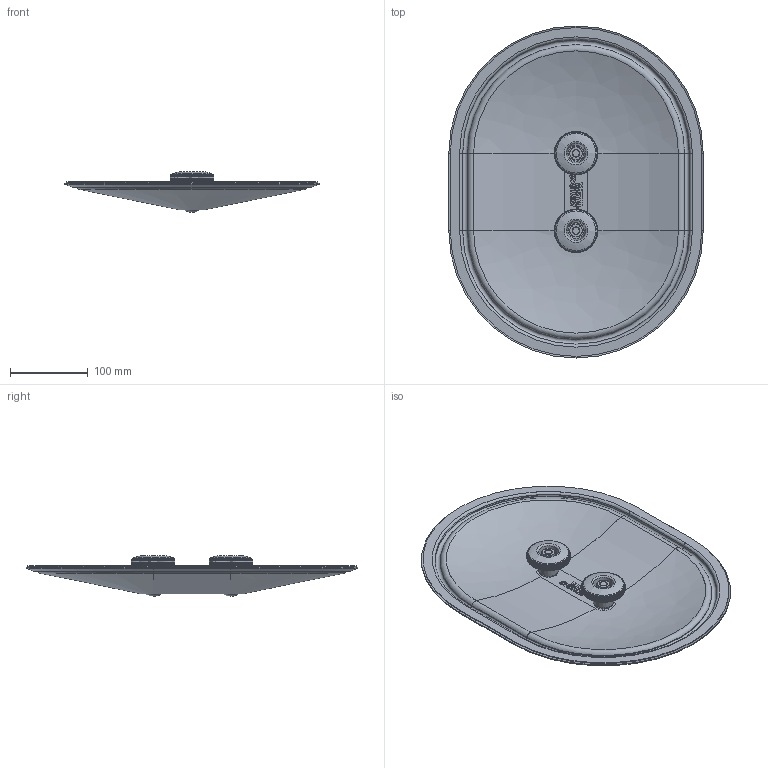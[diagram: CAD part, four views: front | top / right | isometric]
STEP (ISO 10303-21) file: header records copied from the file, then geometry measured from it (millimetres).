
FILE_DESCRIPTION(/* description */ (''),/* implementation_level */ '2;1');
FILE_NAME(/* name */ 'Metu_System_GX_43_PE.stp',/* time_stamp */ '2012-04-23T11:30:21+02:00',/* author */ (''),/* organization */ (''),/* preprocessor_version */ 'ST-DEVELOPER v11',/* originating_system */ 'SIEMENS UGS NX 6.0',/* authorisation */ '');
FILE_SCHEMA (('CONFIG_CONTROL_DESIGN'));
Products named in the file (1): perl3350xcee
Bounding box: 328 x 428 x 52.38 mm (x, y, z)
Volume: 325898.2 mm3; surface area: 532974.7 mm2
Topology: 8 solids, 8 shells, 2260 faces, 4949 edges, 2714 vertices
Faces by surface type: cone 1022, plane 675, cylinder 320, bspline 142, torus 76, extrusion 17, sphere 8
Full cylindrical faces by diameter (mm): 2.958 x1, 3.198 x1, 8.376 x2, 8.5 x2, 9.8 x2, 11 x2, 12 x2, 14 x2, 24 x2
Entity records: 69338 total; most frequent: CARTESIAN_POINT 23243, ORIENTED_EDGE 9730, DIRECTION 9115, EDGE_CURVE 4865, AXIS2_PLACEMENT_3D 3498, VERTEX_POINT 2698, EDGE_LOOP 2353, ADVANCED_FACE 2260
